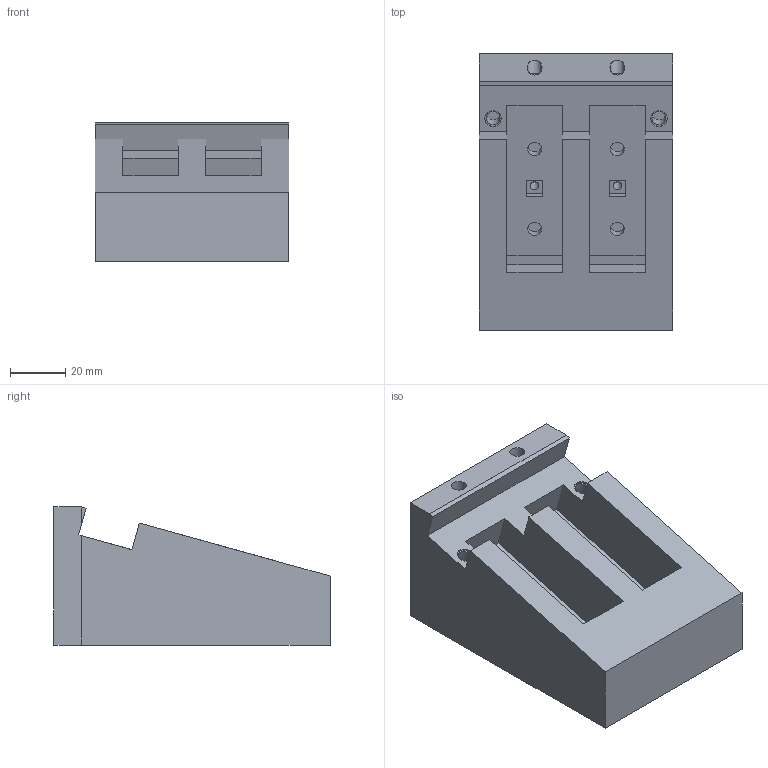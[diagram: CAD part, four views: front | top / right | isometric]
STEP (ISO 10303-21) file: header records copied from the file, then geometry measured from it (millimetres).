
FILE_DESCRIPTION(('FreeCAD Model'),'2;1');
FILE_NAME('Open CASCADE Shape Model','2024-02-17T12:21:32',('Author'),( ''),'Open CASCADE STEP processor 7.6','FreeCAD','Unknown');
FILE_SCHEMA(('AUTOMOTIVE_DESIGN { 1 0 10303 214 1 1 1 1 }'));
Length unit declared in the file: millimetre
Products named in the file (1): Cut
Bounding box: 70 x 100 x 50.02 mm (x, y, z)
Volume: 199012.5 mm3; surface area: 37133.6 mm2
Topology: 1 solids, 1 shells, 90 faces, 204 edges, 128 vertices
Faces by surface type: plane 72, cylinder 18
Full cylindrical faces by diameter (mm): 3 x2, 5 x8, 5.4 x2, 6 x4
Entity records: 2768 total; most frequent: CARTESIAN_POINT 689, DIRECTION 420, ORIENTED_EDGE 408, EDGE_CURVE 204, LINE 158, VECTOR 158, AXIS2_PLACEMENT_3D 131, VERTEX_POINT 128
